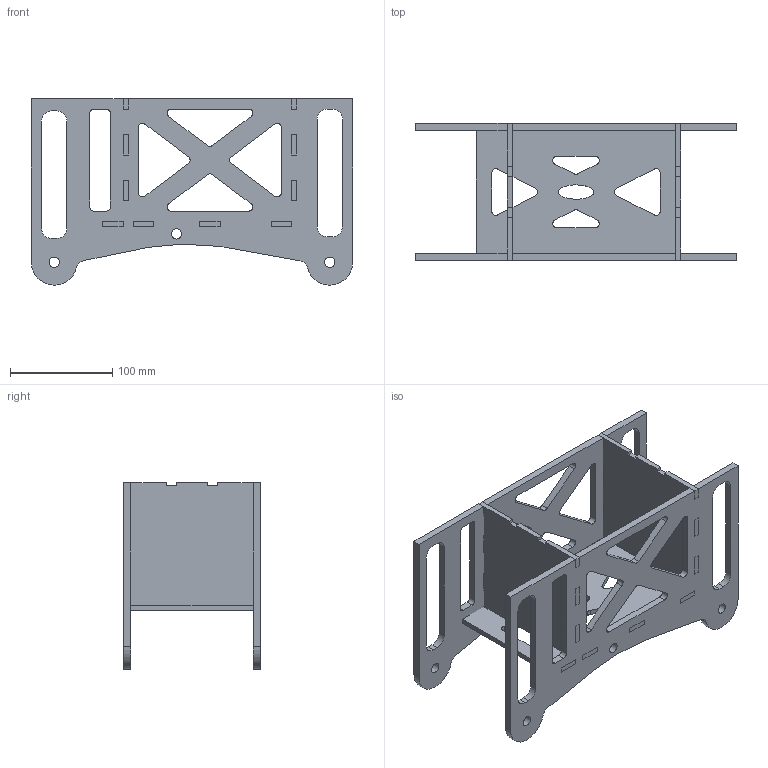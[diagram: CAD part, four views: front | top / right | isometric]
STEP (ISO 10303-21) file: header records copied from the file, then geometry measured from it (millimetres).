
FILE_DESCRIPTION(('STEP AP242'), '1');
FILE_NAME('栖闉罻', '', ('UNSPECIFIED'), ('UNSPECIFIED'), 'C3D Converter', 'C3D Toolkit', '');
FILE_SCHEMA(('AP242_MANAGED_MODEL_BASED_3D_ENGINEERING_MIM_LF { 1 0 10303 442 1 1 4 }'));
Length unit declared in the file: millimetre
Assembly tree (5 placements, depth 2):
  (unnamed)
    (unnamed)
    (unnamed)  x2
    (unnamed)  x2
Bounding box: 315 x 134 x 182.48 mm (x, y, z)
Volume: 708927.8 mm3; surface area: 287541.2 mm2
Topology: 5 solids, 5 shells, 329 faces, 957 edges, 638 vertices
Faces by surface type: plane 252, cylinder 74, extrusion 2, bspline 1
Full cylindrical faces by diameter (mm): 10.1 x6
Entity records: 6711 total; most frequent: CARTESIAN_POINT 1167, ORIENTED_EDGE 1120, DIRECTION 1039, EDGE_CURVE 560, VECTOR 471, LINE 470, VERTEX_POINT 376, AXIS2_PLACEMENT_3D 284
